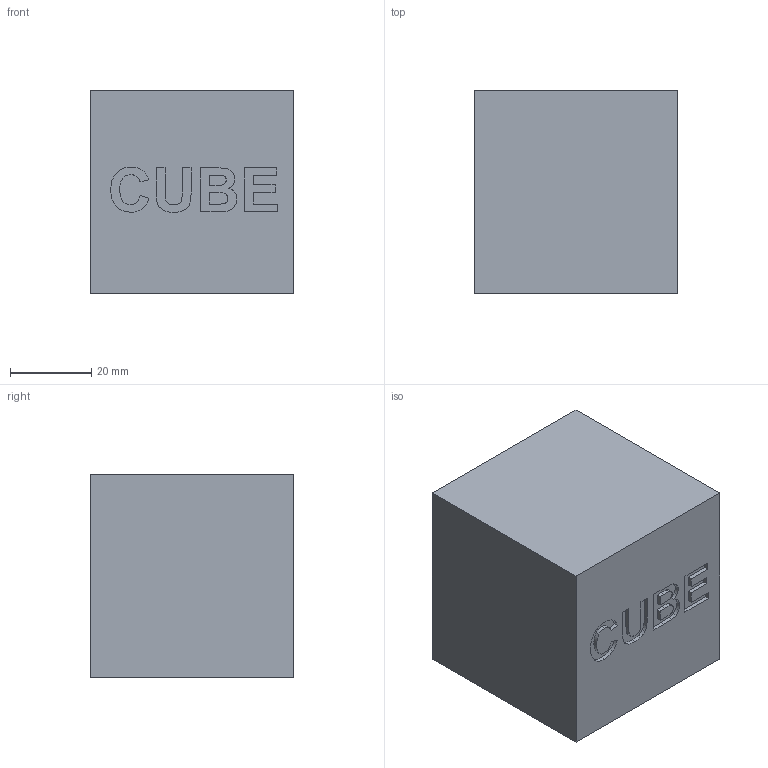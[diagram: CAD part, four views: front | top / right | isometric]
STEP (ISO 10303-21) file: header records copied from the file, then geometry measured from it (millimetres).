
FILE_DESCRIPTION(/* description */ (''),/* implementation_level */ '2;1');
FILE_NAME(/* name */ 'First Cube v1.step',/* time_stamp */ '2020-10-09T11:53:44-07:00',/* author */ (''),/* organization */ (''),/* preprocessor_version */ 'ST-DEVELOPER v18',/* originating_system */ 'Autodesk Translation Framework v8.12.0.6',/* authorisation */ '');
FILE_SCHEMA (('AUTOMOTIVE_DESIGN { 1 0 10303 214 3 1 1 }'));
Length unit declared in the file: millimetre
Products named in the file (1): First Cube
Bounding box: 50 x 50 x 50 mm (x, y, z)
Volume: 124782.2 mm3; surface area: 15226.5 mm2
Topology: 1 solids, 1 shells, 95 faces, 261 edges, 174 vertices
Faces by surface type: bspline 54, plane 41
Entity records: 3528 total; most frequent: CARTESIAN_POINT 1449, ORIENTED_EDGE 522, EDGE_CURVE 261, DIRECTION 237, VERTEX_POINT 174, LINE 153, VECTOR 153, B_SPLINE_CURVE_WITH_KNOTS 108
